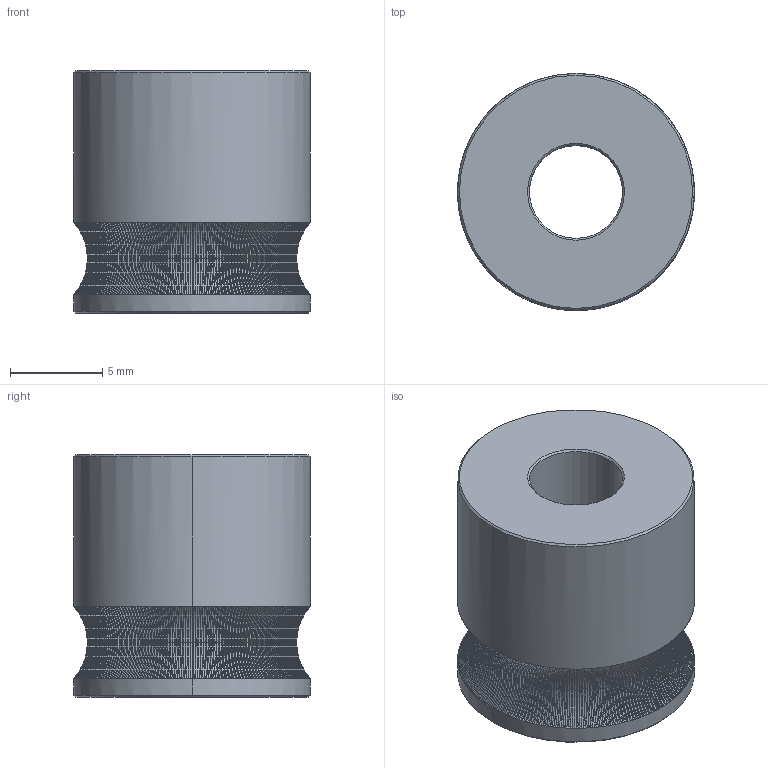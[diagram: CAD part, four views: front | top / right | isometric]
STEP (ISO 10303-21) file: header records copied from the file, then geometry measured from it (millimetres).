
FILE_DESCRIPTION (( 'STEP AP203' ), '1' );
FILE_NAME ('metal gear.step', '2016-02-29T21:24:53', ( '' ), ( '' ), 'SwSTEP 2.0', 'SolidWorks 2015', '' );
FILE_SCHEMA (( 'CONFIG_CONTROL_DESIGN' ));
Length unit declared in the file: millimetre
Products named in the file (1): metal gear
Bounding box: 12.82 x 12.82 x 13.12 mm (x, y, z)
Volume: 1341.5 mm3; surface area: 1210.5 mm2
Topology: 1 solids, 1 shells, 1616 faces, 4030 edges, 2416 vertices
Faces by surface type: plane 802, torus 800, cone 8, cylinder 6
Entity records: 49275 total; most frequent: DIRECTION 10480, CARTESIAN_POINT 8063, ORIENTED_EDGE 8060, AXIS2_PLACEMENT_3D 4833, EDGE_CURVE 4030, CIRCLE 3216, VERTEX_POINT 2416, EDGE_LOOP 1618
